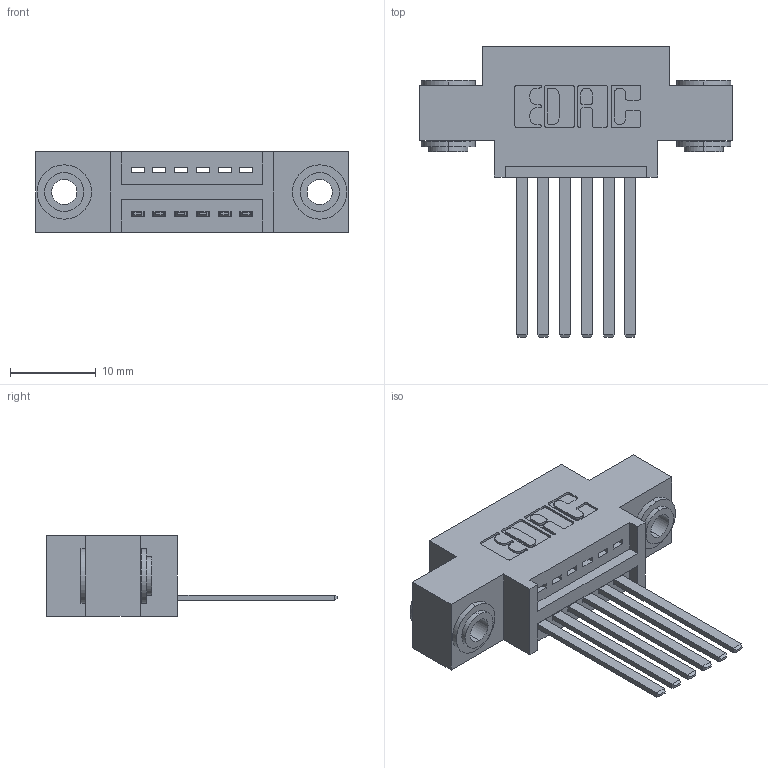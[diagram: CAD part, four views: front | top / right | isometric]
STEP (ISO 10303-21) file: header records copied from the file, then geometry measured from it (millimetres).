
FILE_DESCRIPTION (( 'STEP AP203' ), '1' );
FILE_NAME ('395-006-544-603.STEP', '2019-10-15T16:20:56', ( '' ), ( '' ), 'SwSTEP 2.0', 'SolidWorks 2016', '' );
FILE_SCHEMA (( 'CONFIG_CONTROL_DESIGN' ));
Length unit declared in the file: inch
Products named in the file (4): 345 Part_0.170 Offset - 0.156 Dia-TH; 395-006-544-603; 345-292-001_345-293-144; 345-250-002_345-250-002-102
Assembly tree (9 placements, depth 2):
  395-006-544-603
    345 Part_0.170 Offset - 0.156 Dia-TH
    345-292-001_345-293-144  x6
    345-250-002_345-250-002-102  x2
Bounding box: 36.45 x 33.96 x 9.4 mm (x, y, z)
Volume: 3142.6 mm3; surface area: 4236.5 mm2
Topology: 9 solids, 9 shells, 480 faces, 1377 edges, 906 vertices
Faces by surface type: plane 310, cylinder 162, cone 8
Entity records: 9960 total; most frequent: CARTESIAN_POINT 1705, ORIENTED_EDGE 1638, DIRECTION 1569, EDGE_CURVE 819, LINE 643, VECTOR 643, VERTEX_POINT 542, AXIS2_PLACEMENT_3D 463
